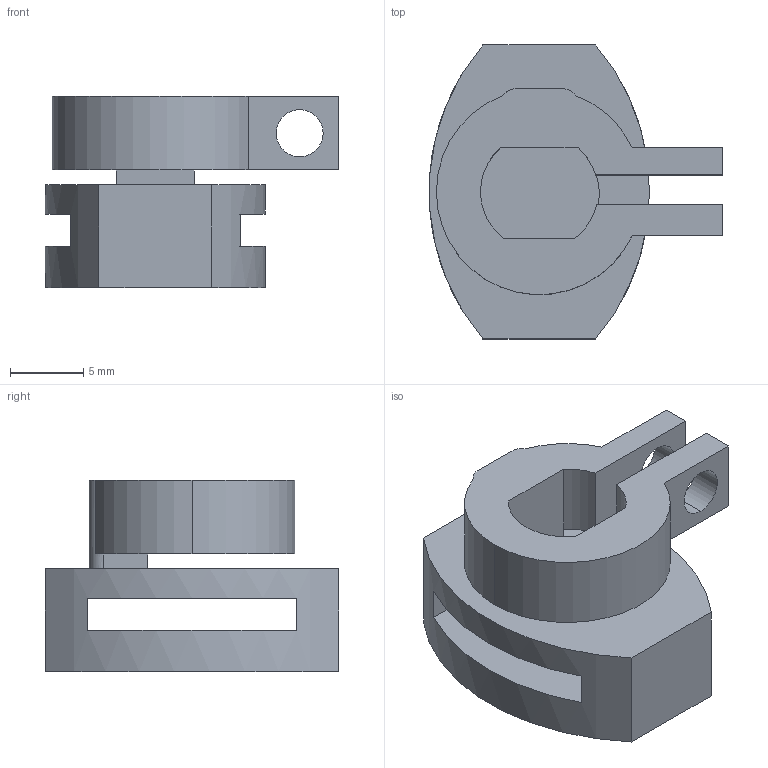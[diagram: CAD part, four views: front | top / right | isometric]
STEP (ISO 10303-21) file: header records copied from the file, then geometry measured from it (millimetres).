
FILE_DESCRIPTION (( 'STEP AP203' ), '1' );
FILE_NAME ('µç»ú4¹Ì¶¨(OK.STEP', '2025-09-09T08:07:56', ( '' ), ( '' ), 'SwSTEP 2.0', 'SolidWorks 2025', '' );
FILE_SCHEMA (( 'CONFIG_CONTROL_DESIGN' ));
Length unit declared in the file: millimetre
Products named in the file (1): 电机4固定(OK
Bounding box: 20 x 20 x 13 mm (x, y, z)
Volume: 1820.3 mm3; surface area: 1999.6 mm2
Topology: 1 solids, 1 shells, 48 faces, 134 edges, 88 vertices
Faces by surface type: plane 26, cylinder 22
Entity records: 1651 total; most frequent: DIRECTION 284, CARTESIAN_POINT 271, ORIENTED_EDGE 268, EDGE_CURVE 134, AXIS2_PLACEMENT_3D 101, VERTEX_POINT 88, VECTOR 82, LINE 82
